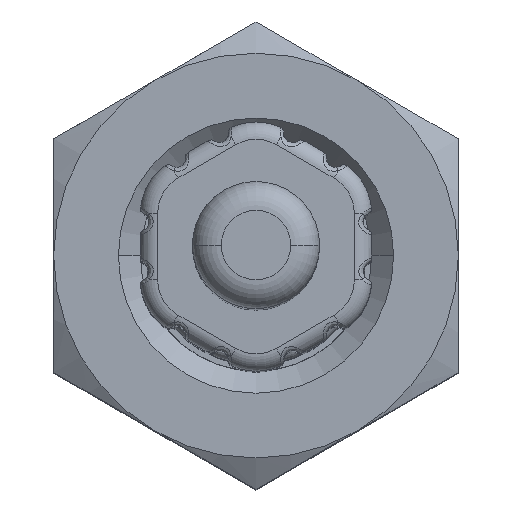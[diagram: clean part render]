
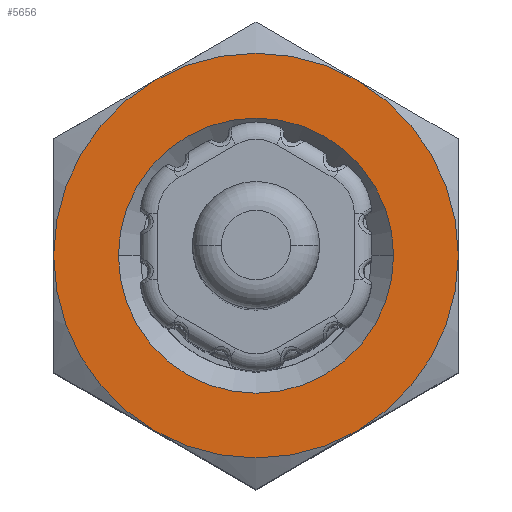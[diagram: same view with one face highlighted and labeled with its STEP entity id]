
A CAD part, top view. The second image highlights one B-rep face of the part: STEP entity #5656.
In plain terms, the highlighted planar face has unit normal (0, 0, 1).
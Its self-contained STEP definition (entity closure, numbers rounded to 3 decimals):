
#756=CARTESIAN_POINT('',(0.,0.,8.9));
#757=DIRECTION('',(0.,0.,-1.));
#758=DIRECTION('',(0.5,-0.866,0.));
#759=AXIS2_PLACEMENT_3D('',#756,#757,#758);
#761=CARTESIAN_POINT('',(0.,0.,8.9));
#762=DIRECTION('',(0.,0.,-1.));
#763=DIRECTION('',(0.,-1.,0.));
#764=AXIS2_PLACEMENT_3D('',#761,#762,#763);
#766=CARTESIAN_POINT('',(0.,0.,8.9));
#767=DIRECTION('',(0.,0.,-1.));
#768=DIRECTION('',(-0.5,-0.866,0.));
#769=AXIS2_PLACEMENT_3D('',#766,#767,#768);
#771=CARTESIAN_POINT('',(0.,0.,8.9));
#772=DIRECTION('',(0.,0.,-1.));
#773=DIRECTION('',(-1.,0.,0.));
#774=AXIS2_PLACEMENT_3D('',#771,#772,#773);
#776=CARTESIAN_POINT('',(0.,0.,8.9));
#777=DIRECTION('',(0.,0.,-1.));
#778=DIRECTION('',(-0.5,0.866,0.));
#779=AXIS2_PLACEMENT_3D('',#776,#777,#778);
#781=CARTESIAN_POINT('',(0.,0.,8.9));
#782=DIRECTION('',(0.,0.,-1.));
#783=DIRECTION('',(0.,1.,0.));
#784=AXIS2_PLACEMENT_3D('',#781,#782,#783);
#786=CARTESIAN_POINT('',(0.,0.,8.9));
#787=DIRECTION('',(0.,0.,-1.));
#788=DIRECTION('',(0.5,0.866,0.));
#789=AXIS2_PLACEMENT_3D('',#786,#787,#788);
#791=CARTESIAN_POINT('',(0.,0.,8.9));
#792=DIRECTION('',(0.,0.,-1.));
#793=DIRECTION('',(1.,0.,0.));
#794=AXIS2_PLACEMENT_3D('',#791,#792,#793);
#1032=CARTESIAN_POINT('',(0.,0.,8.9));
#1033=DIRECTION('',(0.,0.,-1.));
#1034=DIRECTION('',(-1.,0.,0.));
#1035=AXIS2_PLACEMENT_3D('',#1032,#1033,#1034);
#1059=CARTESIAN_POINT('',(0.,0.,8.9));
#1060=DIRECTION('',(0.,0.,-1.));
#1061=DIRECTION('',(1.,0.,0.));
#1062=AXIS2_PLACEMENT_3D('',#1059,#1060,#1061);
#4535=CARTESIAN_POINT('',(0.,-3.5,8.9));
#4536=CARTESIAN_POINT('',(-1.75,-3.031,8.9));
#4537=VERTEX_POINT('',#4535);
#4538=VERTEX_POINT('',#4536);
#4539=CARTESIAN_POINT('',(1.75,-3.031,8.9));
#4540=VERTEX_POINT('',#4539);
#4541=CARTESIAN_POINT('',(-3.5,0.,8.9));
#4542=VERTEX_POINT('',#4541);
#4543=CARTESIAN_POINT('',(-1.75,3.031,8.9));
#4544=VERTEX_POINT('',#4543);
#4545=CARTESIAN_POINT('',(0.,3.5,8.9));
#4546=CARTESIAN_POINT('',(1.75,3.031,8.9));
#4547=VERTEX_POINT('',#4545);
#4548=VERTEX_POINT('',#4546);
#4549=CARTESIAN_POINT('',(3.5,0.,8.9));
#4550=VERTEX_POINT('',#4549);
#4599=CARTESIAN_POINT('',(-2.38,0.,
8.9));
#4600=VERTEX_POINT('',#4599);
#4601=CARTESIAN_POINT('',(2.38,0.,
8.9));
#4602=VERTEX_POINT('',#4601);
#5628=CARTESIAN_POINT('',(0.,0.,8.9));
#5629=DIRECTION('',(0.,0.,1.));
#5630=DIRECTION('',(-1.,0.,0.));
#5631=AXIS2_PLACEMENT_3D('',#5628,#5629,#5630);
#5632=PLANE('',#5631);
#5634=ORIENTED_EDGE('',*,*,#5633,.T.);
#5636=ORIENTED_EDGE('',*,*,#5635,.T.);
#5638=ORIENTED_EDGE('',*,*,#5637,.T.);
#5639=ORIENTED_EDGE('',*,*,#5613,.T.);
#5641=ORIENTED_EDGE('',*,*,#5640,.T.);
#5643=ORIENTED_EDGE('',*,*,#5642,.T.);
#5645=ORIENTED_EDGE('',*,*,#5644,.T.);
#5647=ORIENTED_EDGE('',*,*,#5646,.T.);
#5648=EDGE_LOOP('',(#5634,#5636,#5638,#5639,#5641,#5643,#5645,#5647));
#5649=FACE_OUTER_BOUND('',#5648,.F.);
#5651=ORIENTED_EDGE('',*,*,#5650,.F.);
#5653=ORIENTED_EDGE('',*,*,#5652,.F.);
#5654=EDGE_LOOP('',(#5651,#5653));
#5655=FACE_BOUND('',#5654,.F.);
#5656=ADVANCED_FACE('',(#5649,#5655),#5632,.T.);
#760=CIRCLE('',#759,3.5);
#765=CIRCLE('',#764,3.5);
#770=CIRCLE('',#769,3.5);
#775=CIRCLE('',#774,3.5);
#780=CIRCLE('',#779,3.5);
#785=CIRCLE('',#784,3.5);
#790=CIRCLE('',#789,3.5);
#795=CIRCLE('',#794,3.5);
#1036=CIRCLE('',#1035,2.38);
#1063=CIRCLE('',#1062,2.38);
#5613=EDGE_CURVE('',#4542,#4544,#775,.T.);
#5633=EDGE_CURVE('',#4540,#4537,#760,.T.);
#5635=EDGE_CURVE('',#4537,#4538,#765,.T.);
#5637=EDGE_CURVE('',#4538,#4542,#770,.T.);
#5640=EDGE_CURVE('',#4544,#4547,#780,.T.);
#5642=EDGE_CURVE('',#4547,#4548,#785,.T.);
#5644=EDGE_CURVE('',#4548,#4550,#790,.T.);
#5646=EDGE_CURVE('',#4550,#4540,#795,.T.);
#5650=EDGE_CURVE('',#4600,#4602,#1036,.T.);
#5652=EDGE_CURVE('',#4602,#4600,#1063,.T.);
